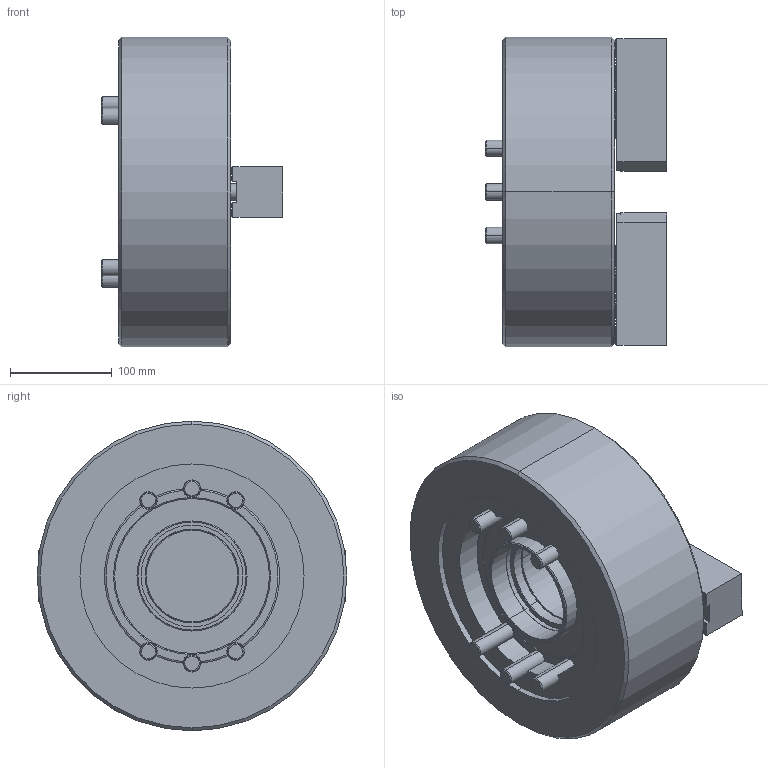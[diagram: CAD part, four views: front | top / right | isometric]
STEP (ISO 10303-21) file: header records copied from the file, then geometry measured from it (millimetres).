
FILE_DESCRIPTION (( 'STEP AP203' ), '1' );
FILE_NAME ('CF-2H-12.STEP', '2018-07-13T08:03:58', ( '' ), ( '' ), 'SwSTEP 2.0', 'SolidWorks 2016', '' );
FILE_SCHEMA (( 'CONFIG_CONTROL_DESIGN' ));
Length unit declared in the file: metre
Products named in the file (12): M16x130; SJ-12H; 3H-12連結螺帽; M16x40; M6x6固定螺絲; 2H-12防塵蓋; 3H-12中孔塞; 2H-12本體; CF-2H-12; M10x20; M6x10半圓頭; 2H-12中仁
Assembly tree (28 placements, depth 2):
  CF-2H-12
    2H-12本體
    2H-12中仁
    3H-12連結螺帽
    M6x6固定螺絲
    M10x20  x6
    3H-12中孔塞
    2H-12防塵蓋
    M6x10半圓頭  x4
    SJ-12H  x2
    M16x40  x4
    M16x130  x6
Bounding box: 178.25 x 304 x 304 mm (x, y, z)
Volume: 7366360.2 mm3; surface area: 649931.5 mm2
Topology: 28 solids, 28 shells, 1969 faces, 5330 edges, 3425 vertices
Faces by surface type: plane 1217, cylinder 508, cone 216, torus 16, bspline 12
Entity records: 33800 total; most frequent: CARTESIAN_POINT 7102, ORIENTED_EDGE 5480, DIRECTION 4926, EDGE_CURVE 2740, VERTEX_POINT 1789, LINE 1768, VECTOR 1768, AXIS2_PLACEMENT_3D 1579
